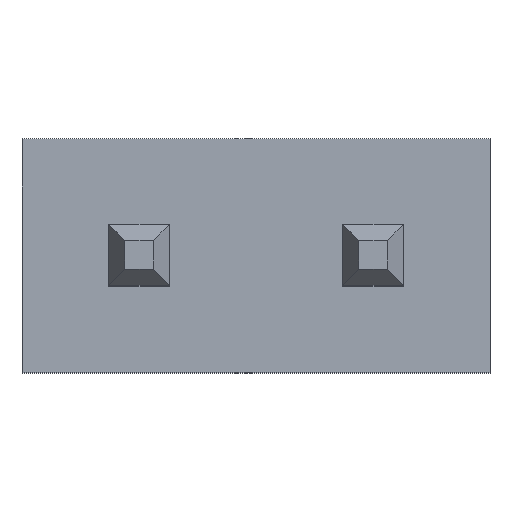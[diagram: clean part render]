
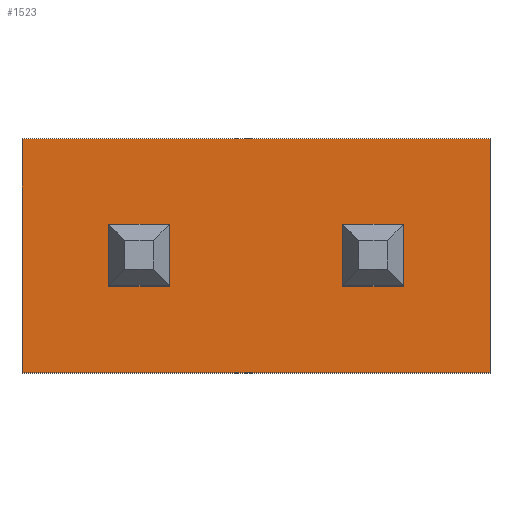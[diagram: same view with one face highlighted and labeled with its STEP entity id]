
A CAD part, top view. The second image highlights one B-rep face of the part: STEP entity #1523.
In plain terms, the highlighted planar face has unit normal (0, 0, 1).
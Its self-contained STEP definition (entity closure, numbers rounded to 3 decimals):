
#168 = DIRECTION ( 'NONE',  ( 1., 0., 0. ) ) ;
#180 = CARTESIAN_POINT ( 'NONE',  ( 3.81, 1.27, 2.54 ) ) ;
#188 = LINE ( 'NONE', #1496, #1479 ) ;
#302 = EDGE_CURVE ( 'NONE', #850, #465, #188, .T. ) ;
#380 = CARTESIAN_POINT ( 'NONE',  ( -1.27, 1.27, 2.54 ) ) ;
#384 = AXIS2_PLACEMENT_3D ( 'NONE', #479, #921, #1215 ) ;
#465 = VERTEX_POINT ( 'NONE', #1485 ) ;
#476 = CARTESIAN_POINT ( 'NONE',  ( 3.81, -1.27, 2.54 ) ) ;
#479 = CARTESIAN_POINT ( 'NONE',  ( 1.27, 0., 2.54 ) ) ;
#506 = CARTESIAN_POINT ( 'NONE',  ( 3.81, -1.27, 2.54 ) ) ;
#507 = VERTEX_POINT ( 'NONE', #180 ) ;
#653 = EDGE_CURVE ( 'NONE', #507, #850, #1849, .T. ) ;
#716 = EDGE_LOOP ( 'NONE', ( #1370, #790, #1742, #1666 ) ) ;
#790 = ORIENTED_EDGE ( 'NONE', *, *, #653, .T. ) ;
#818 = VECTOR ( 'NONE', #1585, 1000. ) ;
#850 = VERTEX_POINT ( 'NONE', #380 ) ;
#854 = VECTOR ( 'NONE', #168, 1000. ) ;
#921 = DIRECTION ( 'NONE',  ( 0., 0., -1. ) ) ;
#928 = DIRECTION ( 'NONE',  ( 0., 1., 0. ) ) ;
#991 = CARTESIAN_POINT ( 'NONE',  ( -1.27, 1.27, 2.54 ) ) ;
#1186 = EDGE_CURVE ( 'NONE', #465, #1502, #1207, .T. ) ;
#1207 = LINE ( 'NONE', #1384, #854 ) ;
#1215 = DIRECTION ( 'NONE',  ( 0., -1., 0. ) ) ;
#1255 = PLANE ( 'NONE',  #384 ) ;
#1370 = ORIENTED_EDGE ( 'NONE', *, *, #1739, .T. ) ;
#1371 = DIRECTION ( 'NONE',  ( 0., -1., 0. ) ) ;
#1379 = FACE_OUTER_BOUND ( 'NONE', #716, .T. ) ;
#1384 = CARTESIAN_POINT ( 'NONE',  ( -1.27, -1.27, 2.54 ) ) ;
#1479 = VECTOR ( 'NONE', #1371, 1000. ) ;
#1485 = CARTESIAN_POINT ( 'NONE',  ( -1.27, -1.27, 2.54 ) ) ;
#1496 = CARTESIAN_POINT ( 'NONE',  ( -1.27, -1.27, 2.54 ) ) ;
#1502 = VERTEX_POINT ( 'NONE', #506 ) ;
#1523 = ADVANCED_FACE ( 'NONE', ( #1379 ), #1255, .F. ) ;
#1585 = DIRECTION ( 'NONE',  ( -1., 0., 0. ) ) ;
#1666 = ORIENTED_EDGE ( 'NONE', *, *, #1186, .T. ) ;
#1701 = LINE ( 'NONE', #476, #1770 ) ;
#1739 = EDGE_CURVE ( 'NONE', #1502, #507, #1701, .T. ) ;
#1742 = ORIENTED_EDGE ( 'NONE', *, *, #302, .T. ) ;
#1770 = VECTOR ( 'NONE', #928, 1000. ) ;
#1849 = LINE ( 'NONE', #991, #818 ) ;
